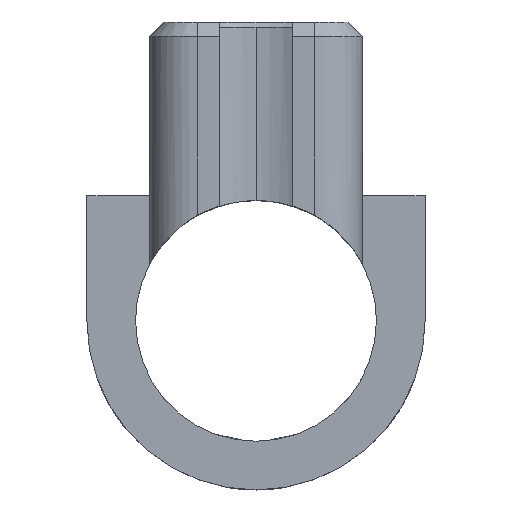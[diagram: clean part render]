
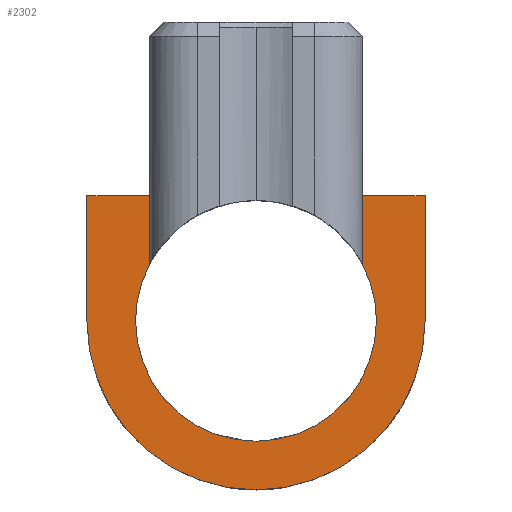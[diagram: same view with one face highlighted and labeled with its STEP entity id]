
A CAD part, top view. The second image highlights one B-rep face of the part: STEP entity #2302.
In plain terms, the highlighted planar face has unit normal (0, 0, 1).
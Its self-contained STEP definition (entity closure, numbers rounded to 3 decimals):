
#30 = VECTOR ( 'NONE', #2746, 1000. ) ;
#75 = VERTEX_POINT ( 'NONE', #2647 ) ;
#82 = EDGE_CURVE ( 'NONE', #75, #932, #2439, .T. ) ;
#83 = DIRECTION ( 'NONE',  ( 0., 0., -1. ) ) ;
#94 = EDGE_CURVE ( 'NONE', #1120, #75, #845, .T. ) ;
#127 = AXIS2_PLACEMENT_3D ( 'NONE', #2812, #2594, #1721 ) ;
#139 = ORIENTED_EDGE ( 'NONE', *, *, #1015, .T. ) ;
#225 = VECTOR ( 'NONE', #874, 1000. ) ;
#307 = CIRCLE ( 'NONE', #127, 25. ) ;
#314 = ORIENTED_EDGE ( 'NONE', *, *, #82, .F. ) ;
#318 = DIRECTION ( 'NONE',  ( 0., -1., 0. ) ) ;
#409 = AXIS2_PLACEMENT_3D ( 'NONE', #2063, #83, #2050 ) ;
#431 = CARTESIAN_POINT ( 'NONE',  ( -35.1, -25., 6.5 ) ) ;
#510 = CARTESIAN_POINT ( 'NONE',  ( 35.1, 1., 6.5 ) ) ;
#520 = CARTESIAN_POINT ( 'NONE',  ( -22.1, -13.313, 6.5 ) ) ;
#542 = CIRCLE ( 'NONE', #2218, 25. ) ;
#550 = VECTOR ( 'NONE', #2391, 1000. ) ;
#621 = CARTESIAN_POINT ( 'NONE',  ( 0., -25., 6.5 ) ) ;
#647 = CARTESIAN_POINT ( 'NONE',  ( 25., -25., 6.5 ) ) ;
#675 = DIRECTION ( 'NONE',  ( 1., 0., 0. ) ) ;
#683 = CARTESIAN_POINT ( 'NONE',  ( 22.1, 1., 6.5 ) ) ;
#845 = LINE ( 'NONE', #1302, #225 ) ;
#874 = DIRECTION ( 'NONE',  ( 1., 0., 0. ) ) ;
#892 = EDGE_CURVE ( 'NONE', #1183, #2789, #1300, .T. ) ;
#894 = EDGE_CURVE ( 'NONE', #2646, #1446, #979, .T. ) ;
#932 = VERTEX_POINT ( 'NONE', #520 ) ;
#960 = EDGE_CURVE ( 'NONE', #2418, #1446, #2222, .T. ) ;
#979 = LINE ( 'NONE', #2717, #30 ) ;
#982 = LINE ( 'NONE', #1231, #1154 ) ;
#993 = LINE ( 'NONE', #2350, #1435 ) ;
#1015 = EDGE_CURVE ( 'NONE', #2789, #2592, #307, .T. ) ;
#1073 = LINE ( 'NONE', #2399, #2633 ) ;
#1081 = CARTESIAN_POINT ( 'NONE',  ( -22.1, 1., 6.5 ) ) ;
#1120 = VERTEX_POINT ( 'NONE', #2243 ) ;
#1154 = VECTOR ( 'NONE', #1906, 1000. ) ;
#1183 = VERTEX_POINT ( 'NONE', #2296 ) ;
#1231 = CARTESIAN_POINT ( 'NONE',  ( -35.1, 1., 6.5 ) ) ;
#1300 = CIRCLE ( 'NONE', #409, 25. ) ;
#1302 = CARTESIAN_POINT ( 'NONE',  ( -35.1, 1., 6.5 ) ) ;
#1334 = ORIENTED_EDGE ( 'NONE', *, *, #1609, .T. ) ;
#1358 = DIRECTION ( 'NONE',  ( 0., 0., -1. ) ) ;
#1360 = EDGE_CURVE ( 'NONE', #2225, #2646, #1073, .T. ) ;
#1435 = VECTOR ( 'NONE', #318, 1000. ) ;
#1446 = VERTEX_POINT ( 'NONE', #2718 ) ;
#1465 = DIRECTION ( 'NONE',  ( 0., 0., 1. ) ) ;
#1506 = CARTESIAN_POINT ( 'NONE',  ( 22.1, 1., 6.5 ) ) ;
#1525 = CARTESIAN_POINT ( 'NONE',  ( 0., -25., 6.5 ) ) ;
#1558 = ORIENTED_EDGE ( 'NONE', *, *, #1360, .F. ) ;
#1579 = DIRECTION ( 'NONE',  ( -1., 0., 0. ) ) ;
#1609 = EDGE_CURVE ( 'NONE', #2225, #1183, #993, .T. ) ;
#1628 = EDGE_CURVE ( 'NONE', #1120, #2418, #982, .T. ) ;
#1721 = DIRECTION ( 'NONE',  ( -1., 0., 0. ) ) ;
#1735 = DIRECTION ( 'NONE',  ( -1., 0., 0. ) ) ;
#1786 = PLANE ( 'NONE',  #2401 ) ;
#1811 = ORIENTED_EDGE ( 'NONE', *, *, #2224, .T. ) ;
#1842 = EDGE_LOOP ( 'NONE', ( #1334, #2709, #139, #1811, #314, #2438, #2703, #2053, #2839, #1558 ) ) ;
#1906 = DIRECTION ( 'NONE',  ( 0., -1., 0. ) ) ;
#2002 = CARTESIAN_POINT ( 'NONE',  ( -25., -25., 6.5 ) ) ;
#2050 = DIRECTION ( 'NONE',  ( -1., 0., 0. ) ) ;
#2053 = ORIENTED_EDGE ( 'NONE', *, *, #960, .T. ) ;
#2055 = FACE_OUTER_BOUND ( 'NONE', #1842, .T. ) ;
#2063 = CARTESIAN_POINT ( 'NONE',  ( 0., -25., 6.5 ) ) ;
#2218 = AXIS2_PLACEMENT_3D ( 'NONE', #621, #2843, #2373 ) ;
#2222 = CIRCLE ( 'NONE', #2814, 35.1 ) ;
#2224 = EDGE_CURVE ( 'NONE', #2592, #932, #542, .T. ) ;
#2225 = VERTEX_POINT ( 'NONE', #1506 ) ;
#2243 = CARTESIAN_POINT ( 'NONE',  ( -35.1, 1., 6.5 ) ) ;
#2296 = CARTESIAN_POINT ( 'NONE',  ( 22.1, -13.313, 6.5 ) ) ;
#2302 = ADVANCED_FACE ( 'NONE', ( #2055 ), #1786, .F. ) ;
#2350 = CARTESIAN_POINT ( 'NONE',  ( 22.1, 1., 6.5 ) ) ;
#2373 = DIRECTION ( 'NONE',  ( -1., 0., 0. ) ) ;
#2391 = DIRECTION ( 'NONE',  ( 0., -1., 0. ) ) ;
#2399 = CARTESIAN_POINT ( 'NONE',  ( 22.1, 1., 6.5 ) ) ;
#2401 = AXIS2_PLACEMENT_3D ( 'NONE', #683, #1358, #1579 ) ;
#2418 = VERTEX_POINT ( 'NONE', #431 ) ;
#2438 = ORIENTED_EDGE ( 'NONE', *, *, #94, .F. ) ;
#2439 = LINE ( 'NONE', #1081, #550 ) ;
#2592 = VERTEX_POINT ( 'NONE', #2002 ) ;
#2594 = DIRECTION ( 'NONE',  ( 0., 0., -1. ) ) ;
#2633 = VECTOR ( 'NONE', #675, 1000. ) ;
#2646 = VERTEX_POINT ( 'NONE', #510 ) ;
#2647 = CARTESIAN_POINT ( 'NONE',  ( -22.1, 1., 6.5 ) ) ;
#2703 = ORIENTED_EDGE ( 'NONE', *, *, #1628, .T. ) ;
#2709 = ORIENTED_EDGE ( 'NONE', *, *, #892, .T. ) ;
#2717 = CARTESIAN_POINT ( 'NONE',  ( 35.1, 1., 6.5 ) ) ;
#2718 = CARTESIAN_POINT ( 'NONE',  ( 35.1, -25., 6.5 ) ) ;
#2746 = DIRECTION ( 'NONE',  ( 0., -1., 0. ) ) ;
#2789 = VERTEX_POINT ( 'NONE', #647 ) ;
#2812 = CARTESIAN_POINT ( 'NONE',  ( 0., -25., 6.5 ) ) ;
#2814 = AXIS2_PLACEMENT_3D ( 'NONE', #1525, #1465, #1735 ) ;
#2839 = ORIENTED_EDGE ( 'NONE', *, *, #894, .F. ) ;
#2843 = DIRECTION ( 'NONE',  ( 0., 0., -1. ) ) ;
